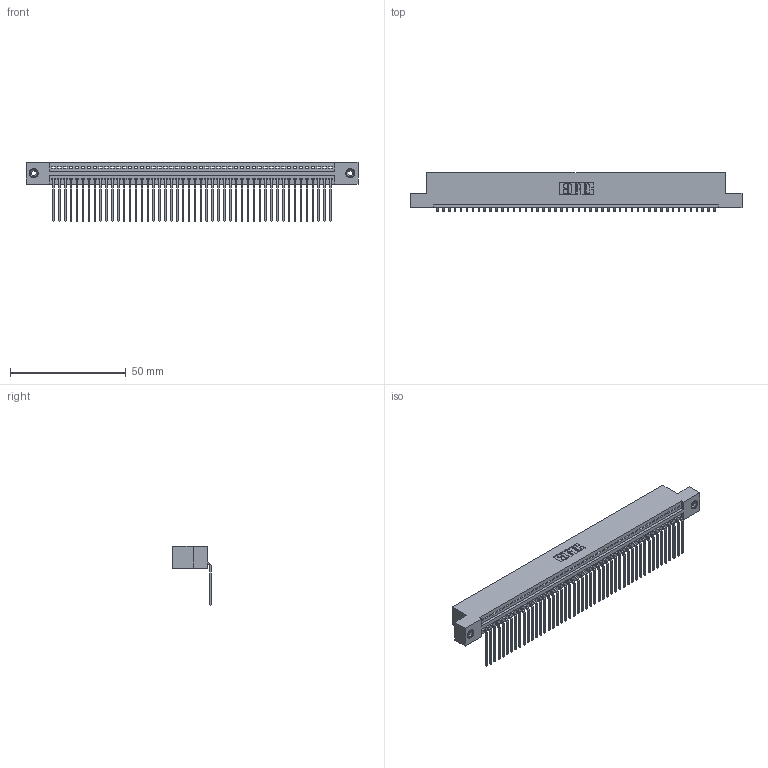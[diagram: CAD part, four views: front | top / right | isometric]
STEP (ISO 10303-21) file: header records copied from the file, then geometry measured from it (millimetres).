
FILE_DESCRIPTION (( 'STEP AP203' ), '1' );
FILE_NAME ('345-048-559-108.STEP', '2019-10-09T06:32:12', ( '' ), ( '' ), 'SwSTEP 2.0', 'SolidWorks 2016', '' );
FILE_SCHEMA (( 'CONFIG_CONTROL_DESIGN' ));
Length unit declared in the file: inch
Products named in the file (4): 345-292-001_558 559 Tail - 1; 345-250-001_345-250-003-102; 345 Part_Flush Mounting Lugs - 0.156 Dia-TI; 345-048-559-108
Assembly tree (51 placements, depth 2):
  345-048-559-108
    345 Part_Flush Mounting Lugs - 0.156 Dia-TI
    345-292-001_558 559 Tail - 1  x48
    345-250-001_345-250-003-102  x2
Bounding box: 143.13 x 16.75 x 25.53 mm (x, y, z)
Volume: 13797.1 mm3; surface area: 19375.5 mm2
Topology: 51 solids, 51 shells, 3066 faces, 9213 edges, 6070 vertices
Faces by surface type: plane 2128, cylinder 922, cone 12, torus 4
Entity records: 36588 total; most frequent: CARTESIAN_POINT 6319, ORIENTED_EDGE 6294, DIRECTION 5537, EDGE_CURVE 3147, VECTOR 2803, LINE 2803, VERTEX_POINT 2092, AXIS2_PLACEMENT_3D 1367
